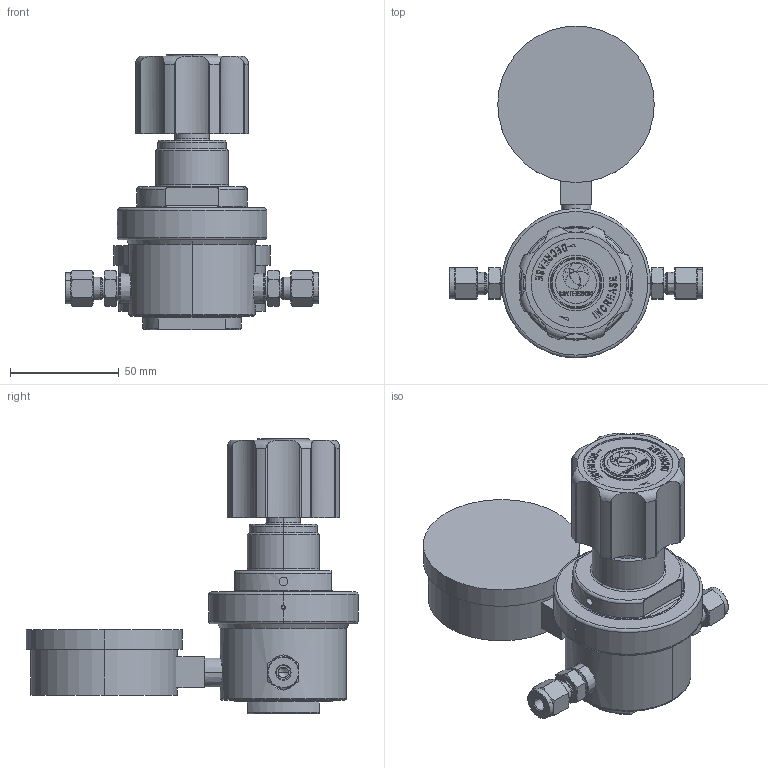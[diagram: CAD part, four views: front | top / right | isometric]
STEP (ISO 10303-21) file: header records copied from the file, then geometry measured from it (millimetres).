
FILE_DESCRIPTION((''),'2;1');
FILE_NAME('MREG-0248-XX_ASM','2021-03-22T16:50:05',('DLachman'),('MATHESON TRI-GAS'),'CREO PARAMETRIC BY PTC INC, 2018260','CREO PARAMETRIC BY PTC INC, 2018260','');
FILE_SCHEMA(('CONFIG_CONTROL_DESIGN'));
Length unit declared in the file: inch
Products named in the file (5): MREG-0492-XX; MGAG-0158-SA; MCON-0070-SA; ROUND_LOGO_SMALL; MREG-0248-XX_ASM
Assembly tree (5 placements, depth 2):
  MREG-0248-XX_ASM
    MREG-0492-XX
    MGAG-0158-SA
    MCON-0070-SA  x2
    ROUND_LOGO_SMALL
Bounding box: 116.33 x 152.53 x 126.68 mm (x, y, z)
Volume: 326968 mm3; surface area: 70335.6 mm2
Topology: 6 solids, 6 shells, 1012 faces, 2724 edges, 1792 vertices
Faces by surface type: plane 493, cylinder 184, cone 142, torus 122, extrusion 55, bspline 16
Entity records: 34267 total; most frequent: CARTESIAN_POINT 11052, ORIENTED_EDGE 5100, DIRECTION 4362, EDGE_CURVE 2550, VERTEX_POINT 1698, AXIS2_PLACEMENT_3D 1491, VECTOR 1380, LINE 1325
